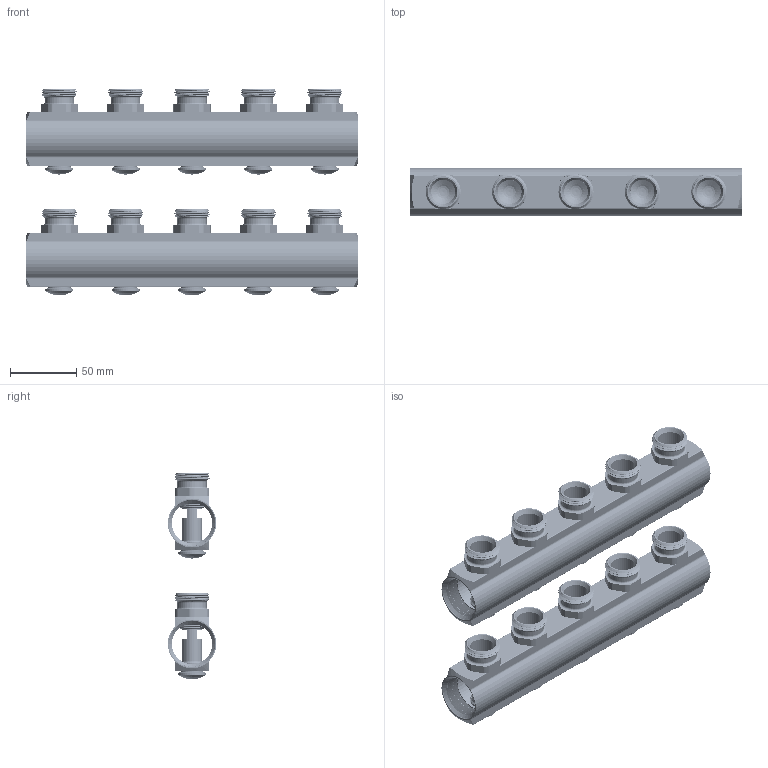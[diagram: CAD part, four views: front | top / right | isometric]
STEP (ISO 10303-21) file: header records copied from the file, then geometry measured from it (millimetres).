
FILE_DESCRIPTION((''),'2;1');
FILE_NAME('088U0545_ASM','2023-05-16T15:34:54',('U258971'),(''),'CREO PARAMETRIC BY PTC INC, 2020342','CREO PARAMETRIC BY PTC INC, 2020342','');
FILE_SCHEMA(('CONFIG_CONTROL_DESIGN'));
Length unit declared in the file: millimetre
Products named in the file (6): 088U7307_19; 088U7304_16; 088U7310_ASM_12_ASM; 088U0593-MANIFOLD_12; 088U0545_ASM_1_ASM; 088U0545_ASM
Assembly tree (24 placements, depth 4):
  088U0545_ASM
    088U0545_ASM_1_ASM
      088U7307_19  x2
      088U7310_ASM_12_ASM  x10
        088U7304_16
      088U0593-MANIFOLD_12  x10
Bounding box: 250 x 36.55 x 155.78 mm (x, y, z)
Volume: 285889 mm3; surface area: 244179 mm2
Topology: 22 solids, 68 shells, 2552 faces, 7218 edges, 4786 vertices
Faces by surface type: cylinder 1160, bspline 396, plane 362, cone 336, torus 248, sphere 40, extrusion 10
Entity records: 30774 total; most frequent: CARTESIAN_POINT 18470, ORIENTED_EDGE 2800, DIRECTION 2192, EDGE_CURVE 1425, VERTEX_POINT 965, AXIS2_PLACEMENT_3D 920, B_SPLINE_CURVE_WITH_KNOTS 589, EDGE_LOOP 521
